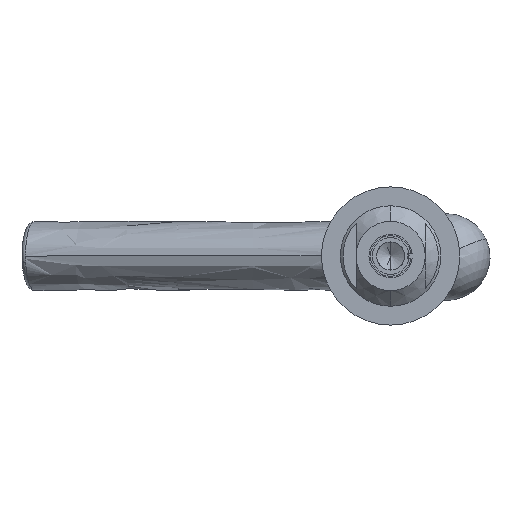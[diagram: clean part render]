
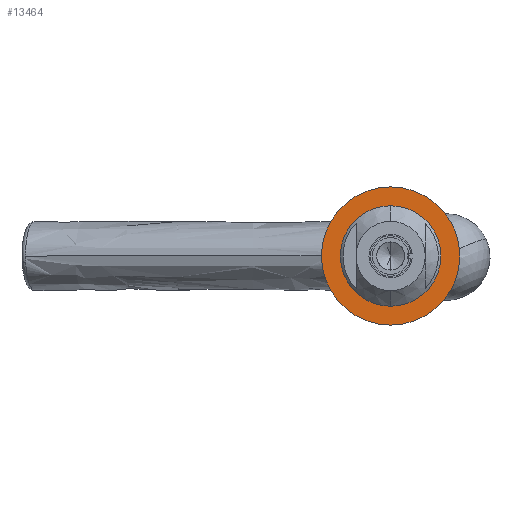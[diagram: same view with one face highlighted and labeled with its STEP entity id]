
A CAD part, left-side view. The second image highlights one B-rep face of the part: STEP entity #13464.
In plain terms, the highlighted planar face has unit normal (-1, 0, 0).
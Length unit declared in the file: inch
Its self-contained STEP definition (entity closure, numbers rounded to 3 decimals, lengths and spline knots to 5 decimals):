
#269 = EDGE_CURVE ( 'NONE', #10121, #15783, #913, .T. ) ;
#913 = CIRCLE ( 'NONE', #3021, 0.99894 ) ;
#1431 = DIRECTION ( 'NONE',  ( -1., 0., 0. ) ) ;
#2252 = DIRECTION ( 'NONE',  ( -1., 0., 0. ) ) ;
#3021 = AXIS2_PLACEMENT_3D ( 'NONE', #8821, #1431, #4042 ) ;
#3709 = DIRECTION ( 'NONE',  ( 0., 1., 0. ) ) ;
#3878 = EDGE_CURVE ( 'NONE', #15783, #10121, #6892, .T. ) ;
#4042 = DIRECTION ( 'NONE',  ( 0., 1., 0. ) ) ;
#4127 = CARTESIAN_POINT ( 'NONE',  ( -4.28, 0.72589, 0. ) ) ;
#4387 = EDGE_CURVE ( 'NONE', #7570, #8621, #15889, .T. ) ;
#4409 = CIRCLE ( 'NONE', #6505, 0.72589 ) ;
#4965 = DIRECTION ( 'NONE',  ( -1., 0., 0. ) ) ;
#5108 = PLANE ( 'NONE',  #14648 ) ;
#6505 = AXIS2_PLACEMENT_3D ( 'NONE', #8412, #10871, #12131 ) ;
#6696 = CARTESIAN_POINT ( 'NONE',  ( -4.28, -0.72589, 0. ) ) ;
#6892 = CIRCLE ( 'NONE', #12423, 0.99894 ) ;
#7570 = VERTEX_POINT ( 'NONE', #4127 ) ;
#7919 = FACE_OUTER_BOUND ( 'NONE', #9915, .T. ) ;
#8305 = ORIENTED_EDGE ( 'NONE', *, *, #3878, .T. ) ;
#8378 = ORIENTED_EDGE ( 'NONE', *, *, #15519, .F. ) ;
#8412 = CARTESIAN_POINT ( 'NONE',  ( -4.28, 0., 0. ) ) ;
#8500 = ORIENTED_EDGE ( 'NONE', *, *, #269, .T. ) ;
#8557 = CARTESIAN_POINT ( 'NONE',  ( -4.28, 0., 0. ) ) ;
#8621 = VERTEX_POINT ( 'NONE', #6696 ) ;
#8821 = CARTESIAN_POINT ( 'NONE',  ( -4.28, 0., 0. ) ) ;
#9562 = CARTESIAN_POINT ( 'NONE',  ( -4.28, 0., 0. ) ) ;
#9639 = DIRECTION ( 'NONE',  ( 0., 1., 0. ) ) ;
#9915 = EDGE_LOOP ( 'NONE', ( #8500, #8305 ) ) ;
#10121 = VERTEX_POINT ( 'NONE', #14118 ) ;
#10871 = DIRECTION ( 'NONE',  ( -1., 0., 0. ) ) ;
#10927 = CARTESIAN_POINT ( 'NONE',  ( -4.28, 0.99894, 0. ) ) ;
#11303 = DIRECTION ( 'NONE',  ( 0., 1., 0. ) ) ;
#11709 = FACE_BOUND ( 'NONE', #15029, .T. ) ;
#12131 = DIRECTION ( 'NONE',  ( 0., 1., 0. ) ) ;
#12423 = AXIS2_PLACEMENT_3D ( 'NONE', #12493, #4965, #11303 ) ;
#12493 = CARTESIAN_POINT ( 'NONE',  ( -4.28, 0., 0. ) ) ;
#13004 = AXIS2_PLACEMENT_3D ( 'NONE', #8557, #2252, #3709 ) ;
#13464 = ADVANCED_FACE ( 'NONE', ( #7919, #11709 ), #5108, .T. ) ;
#14118 = CARTESIAN_POINT ( 'NONE',  ( -4.28, -0.99894, 0. ) ) ;
#14648 = AXIS2_PLACEMENT_3D ( 'NONE', #9562, #15774, #9639 ) ;
#15013 = ORIENTED_EDGE ( 'NONE', *, *, #4387, .F. ) ;
#15029 = EDGE_LOOP ( 'NONE', ( #8378, #15013 ) ) ;
#15519 = EDGE_CURVE ( 'NONE', #8621, #7570, #4409, .T. ) ;
#15774 = DIRECTION ( 'NONE',  ( -1., 0., 0. ) ) ;
#15783 = VERTEX_POINT ( 'NONE', #10927 ) ;
#15889 = CIRCLE ( 'NONE', #13004, 0.72589 ) ;
